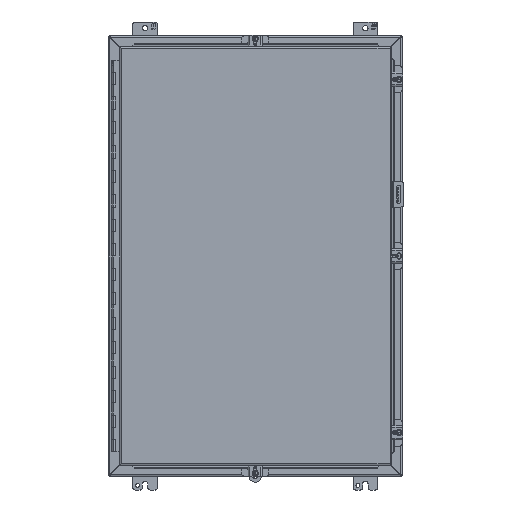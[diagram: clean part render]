
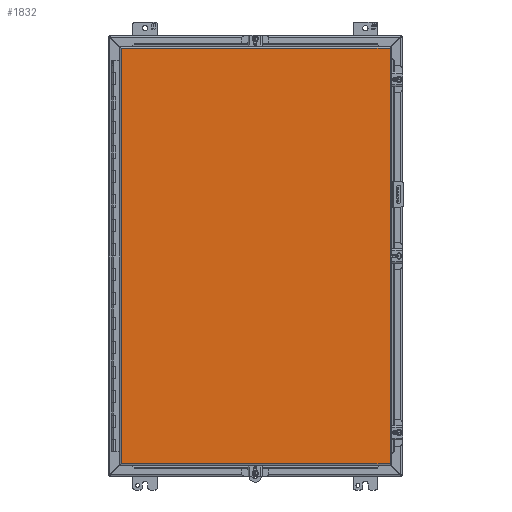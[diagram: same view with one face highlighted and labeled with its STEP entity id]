
A CAD part, front view. The second image highlights one B-rep face of the part: STEP entity #1832.
In plain terms, the highlighted planar face has unit normal (0, -1, 0).
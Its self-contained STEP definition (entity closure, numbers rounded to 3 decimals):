
#311 = AXIS2_PLACEMENT_3D ( 'NONE', #25404, #3839, #38441 ) ;
#1287 = LINE ( 'NONE', #23134, #49562 ) ;
#1832 = ADVANCED_FACE ( 'NONE', ( #34183 ), #46963, .T. ) ;
#2621 = VECTOR ( 'NONE', #11740, 39.37 ) ;
#3060 = ORIENTED_EDGE ( 'NONE', *, *, #26119, .F. ) ;
#3839 = DIRECTION ( 'NONE',  ( 0., -1., 0. ) ) ;
#4374 = LINE ( 'NONE', #56030, #17958 ) ;
#6644 = CARTESIAN_POINT ( 'NONE',  ( -10.954, -7.174, 1.006 ) ) ;
#8578 = VERTEX_POINT ( 'NONE', #35163 ) ;
#10886 = VERTEX_POINT ( 'NONE', #40672 ) ;
#11740 = DIRECTION ( 'NONE',  ( 0., 0., 1. ) ) ;
#12903 = DIRECTION ( 'NONE',  ( 1., 0., 0. ) ) ;
#13798 = VERTEX_POINT ( 'NONE', #25596 ) ;
#14179 = LINE ( 'NONE', #26954, #29956 ) ;
#17958 = VECTOR ( 'NONE', #12903, 39.37 ) ;
#19808 = EDGE_CURVE ( 'NONE', #54328, #8578, #4374, .T. ) ;
#23134 = CARTESIAN_POINT ( 'NONE',  ( 11.018, -7.174, 1.006 ) ) ;
#24296 = EDGE_CURVE ( 'NONE', #10886, #54328, #54310, .T. ) ;
#25404 = CARTESIAN_POINT ( 'NONE',  ( -10.954, -7.174, 1.006 ) ) ;
#25596 = CARTESIAN_POINT ( 'NONE',  ( 11.018, -7.174, 1.005 ) ) ;
#26119 = EDGE_CURVE ( 'NONE', #8578, #13798, #14179, .T. ) ;
#26954 = CARTESIAN_POINT ( 'NONE',  ( 11.018, -7.174, 34.994 ) ) ;
#29956 = VECTOR ( 'NONE', #36013, 39.37 ) ;
#34183 = FACE_OUTER_BOUND ( 'NONE', #40601, .T. ) ;
#35163 = CARTESIAN_POINT ( 'NONE',  ( 11.018, -7.174, 34.994 ) ) ;
#36013 = DIRECTION ( 'NONE',  ( 0., 0., -1. ) ) ;
#36370 = ORIENTED_EDGE ( 'NONE', *, *, #19808, .F. ) ;
#38441 = DIRECTION ( 'NONE',  ( 0., 0., -1. ) ) ;
#38888 = CARTESIAN_POINT ( 'NONE',  ( -10.954, -7.174, 34.995 ) ) ;
#40178 = DIRECTION ( 'NONE',  ( -1., 0., 0. ) ) ;
#40601 = EDGE_LOOP ( 'NONE', ( #3060, #36370, #47008, #46538 ) ) ;
#40672 = CARTESIAN_POINT ( 'NONE',  ( -10.954, -7.174, 1.005 ) ) ;
#40918 = EDGE_CURVE ( 'NONE', #13798, #10886, #1287, .T. ) ;
#46538 = ORIENTED_EDGE ( 'NONE', *, *, #40918, .F. ) ;
#46963 = PLANE ( 'NONE',  #311 ) ;
#47008 = ORIENTED_EDGE ( 'NONE', *, *, #24296, .F. ) ;
#49562 = VECTOR ( 'NONE', #40178, 39.37 ) ;
#54310 = LINE ( 'NONE', #6644, #2621 ) ;
#54328 = VERTEX_POINT ( 'NONE', #38888 ) ;
#56030 = CARTESIAN_POINT ( 'NONE',  ( -10.954, -7.174, 34.994 ) ) ;
